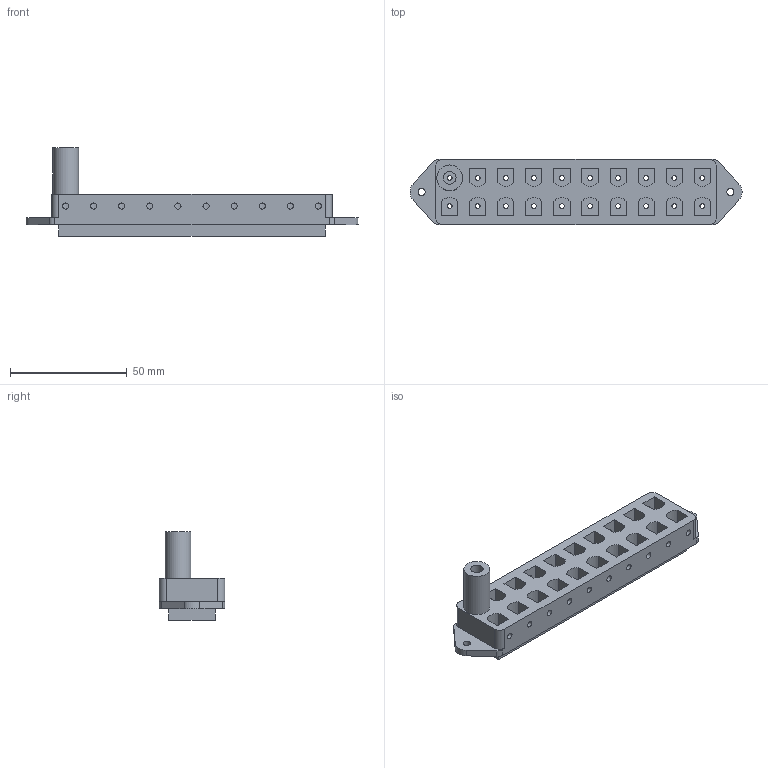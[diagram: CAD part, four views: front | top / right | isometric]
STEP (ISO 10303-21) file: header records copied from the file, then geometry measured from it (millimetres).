
FILE_DESCRIPTION(/* description */ (''),/* implementation_level */ '2;1');
FILE_NAME(/* name */ 'Box Connector v10.step',/* time_stamp */ '2021-01-18T19:48:21+01:00',/* author */ (''),/* organization */ (''),/* preprocessor_version */ 'ST-DEVELOPER v18.1',/* originating_system */ 'Autodesk Translation Framework v9.7.0.1280',/* authorisation */ '');
FILE_SCHEMA (('AUTOMOTIVE_DESIGN { 1 0 10303 214 3 1 1 }'));
Length unit declared in the file: millimetre
Products named in the file (3): Box Connector; Mount; Plug
Assembly tree (2 placements, depth 2):
  Box Connector
    Mount
    Plug
Bounding box: 141.97 x 28 x 38 mm (x, y, z)
Volume: 45211.4 mm3; surface area: 21992.1 mm2
Topology: 2 solids, 2 shells, 272 faces, 642 edges, 428 vertices
Faces by surface type: plane 175, cylinder 97
Full cylindrical faces by diameter (mm): 2 x21, 2.6 x20, 3 x3, 3.1 x10, 5.2 x10, 5.4 x1, 11 x1
Entity records: 8104 total; most frequent: DIRECTION 1390, CARTESIAN_POINT 1347, ORIENTED_EDGE 1284, EDGE_CURVE 642, AXIS2_PLACEMENT_3D 471, LINE 448, VECTOR 448, VERTEX_POINT 428
